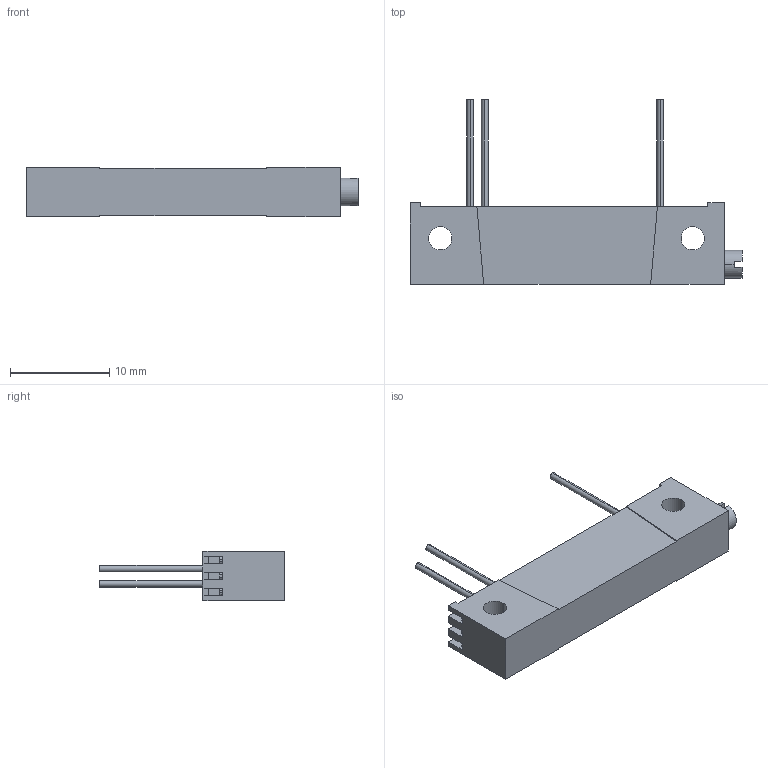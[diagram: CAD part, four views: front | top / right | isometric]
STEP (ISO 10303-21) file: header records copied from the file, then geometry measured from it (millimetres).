
FILE_DESCRIPTION((''),'2;1');
FILE_NAME('78P_SW1','2011-12-15T',('BMozley'),(''),'PRO/ENGINEER BY PARAMETRIC TECHNOLOGY CORPORATION, 2011370','PRO/ENGINEER BY PARAMETRIC TECHNOLOGY CORPORATION, 2011370','');
FILE_SCHEMA(('CONFIG_CONTROL_DESIGN'));
Length unit declared in the file: inch
Products named in the file (1): 78P_SW1
Bounding box: 33.4 x 18.57 x 4.98 mm (x, y, z)
Volume: 1157.3 mm3; surface area: 1065.3 mm2
Topology: 1 solids, 1 shells, 96 faces, 236 edges, 148 vertices
Faces by surface type: plane 57, cylinder 31, sphere 6, cone 2
Entity records: 2896 total; most frequent: CARTESIAN_POINT 547, DIRECTION 483, ORIENTED_EDGE 470, EDGE_CURVE 235, VECTOR 165, LINE 165, AXIS2_PLACEMENT_3D 159, VERTEX_POINT 148
